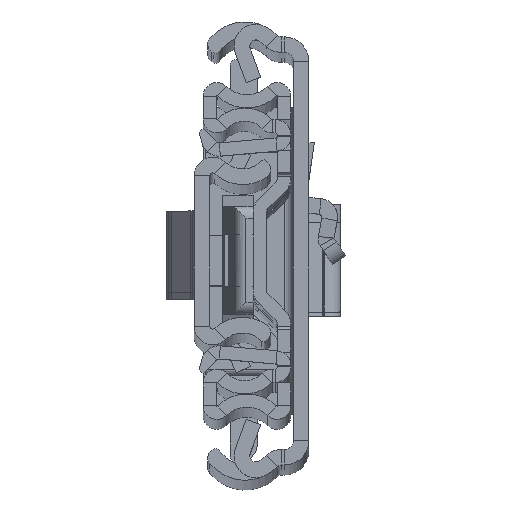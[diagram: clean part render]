
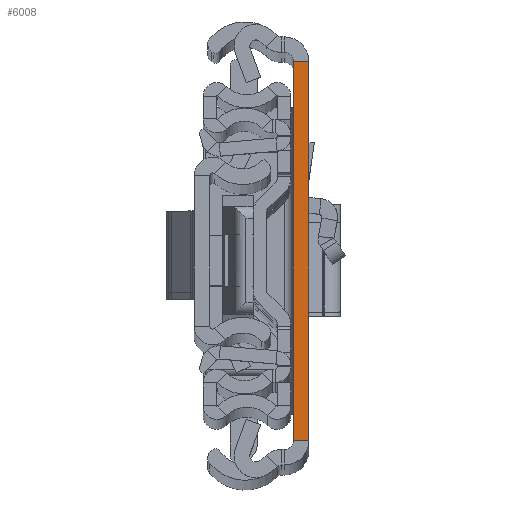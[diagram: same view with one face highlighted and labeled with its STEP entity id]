
A CAD part, top view. The second image highlights one B-rep face of the part: STEP entity #6008.
In plain terms, the highlighted planar face has unit normal (0, 0, 1).
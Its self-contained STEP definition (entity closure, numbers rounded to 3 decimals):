
#1375 = CARTESIAN_POINT ( 'NONE',  ( 0., 31.5, 0. ) ) ;
#2236 = DIRECTION ( 'NONE',  ( 0., 1., 0. ) ) ;
#2887 = EDGE_CURVE ( 'NONE', #13483, #5904, #6651, .T. ) ;
#3000 = CARTESIAN_POINT ( 'NONE',  ( 2.6, -31.5, 0. ) ) ;
#3036 = DIRECTION ( 'NONE',  ( 0., 1., 0. ) ) ;
#3439 = VECTOR ( 'NONE', #4510, 1000. ) ;
#3687 = DIRECTION ( 'NONE',  ( 1., 0., 0. ) ) ;
#4510 = DIRECTION ( 'NONE',  ( 1., 0., 0. ) ) ;
#4590 = CARTESIAN_POINT ( 'NONE',  ( 2.6, -31.5, 0. ) ) ;
#5012 = CARTESIAN_POINT ( 'NONE',  ( 2.6, 31.5, 0. ) ) ;
#5904 = VERTEX_POINT ( 'NONE', #1375 ) ;
#6008 = ADVANCED_FACE ( 'NONE', ( #14963 ), #13665, .F. ) ;
#6010 = CARTESIAN_POINT ( 'NONE',  ( 2.6, -31.5, 0. ) ) ;
#6566 = EDGE_CURVE ( 'NONE', #5904, #14330, #10989, .T. ) ;
#6651 = LINE ( 'NONE', #18405, #15022 ) ;
#7652 = ORIENTED_EDGE ( 'NONE', *, *, #18992, .T. ) ;
#7762 = ORIENTED_EDGE ( 'NONE', *, *, #11832, .T. ) ;
#9387 = DIRECTION ( 'NONE',  ( 0., 1., 0. ) ) ;
#10608 = DIRECTION ( 'NONE',  ( 0., 0., -1. ) ) ;
#10989 = LINE ( 'NONE', #12361, #15310 ) ;
#11170 = AXIS2_PLACEMENT_3D ( 'NONE', #4590, #10608, #3036 ) ;
#11707 = VERTEX_POINT ( 'NONE', #3000 ) ;
#11832 = EDGE_CURVE ( 'NONE', #11707, #14330, #18491, .T. ) ;
#12361 = CARTESIAN_POINT ( 'NONE',  ( 2.6, 31.5, 0. ) ) ;
#13483 = VERTEX_POINT ( 'NONE', #15336 ) ;
#13606 = EDGE_LOOP ( 'NONE', ( #14906, #15103, #7652, #7762 ) ) ;
#13665 = PLANE ( 'NONE',  #11170 ) ;
#13943 = CARTESIAN_POINT ( 'NONE',  ( 2.6, -31.5, 0. ) ) ;
#14330 = VERTEX_POINT ( 'NONE', #5012 ) ;
#14906 = ORIENTED_EDGE ( 'NONE', *, *, #6566, .F. ) ;
#14963 = FACE_OUTER_BOUND ( 'NONE', #13606, .T. ) ;
#15022 = VECTOR ( 'NONE', #2236, 1000. ) ;
#15103 = ORIENTED_EDGE ( 'NONE', *, *, #2887, .F. ) ;
#15310 = VECTOR ( 'NONE', #3687, 1000. ) ;
#15336 = CARTESIAN_POINT ( 'NONE',  ( 0., -31.5, 0. ) ) ;
#16582 = LINE ( 'NONE', #6010, #3439 ) ;
#17829 = VECTOR ( 'NONE', #9387, 1000. ) ;
#18405 = CARTESIAN_POINT ( 'NONE',  ( 0., -31.5, 0. ) ) ;
#18491 = LINE ( 'NONE', #13943, #17829 ) ;
#18992 = EDGE_CURVE ( 'NONE', #13483, #11707, #16582, .T. ) ;
